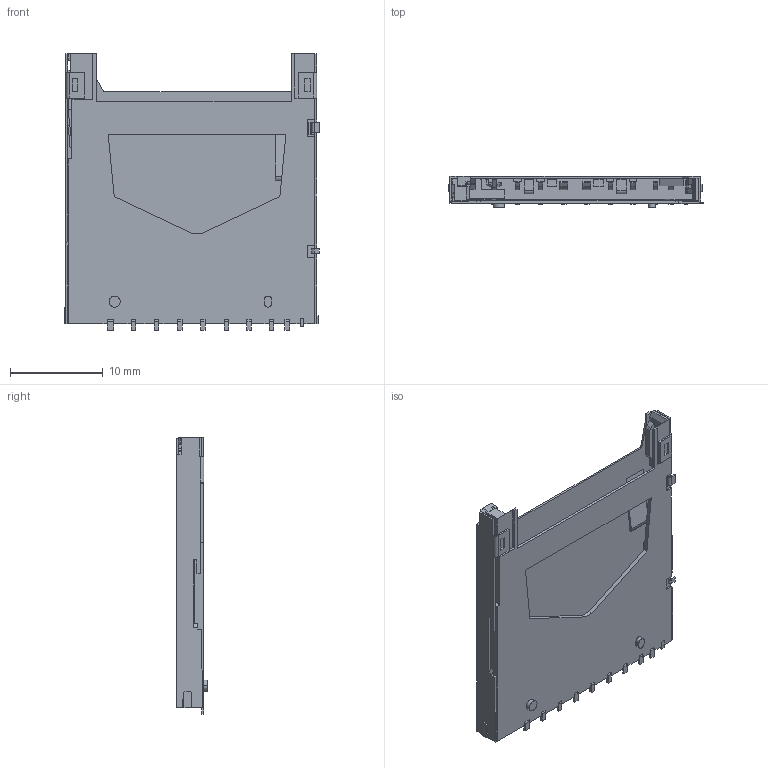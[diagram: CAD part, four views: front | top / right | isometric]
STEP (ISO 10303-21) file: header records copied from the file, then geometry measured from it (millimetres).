
FILE_DESCRIPTION((''),'2;1');
FILE_NAME('C-1871916-01-3','2007-10-29T',('workeradm'),('Tyco Electronics Corporation'),'PRO/ENGINEER BY PARAMETRIC TECHNOLOGY CORPORATION, 2005450','PRO/ENGINEER BY PARAMETRIC TECHNOLOGY CORPORATION, 2005450','');
FILE_SCHEMA(('CONFIG_CONTROL_DESIGN', 'GEOMETRIC_VALIDATION_PROPERTIES_MIM'));
Length unit declared in the file: millimetre
Products named in the file (1): C-1871916-01-3
Bounding box: 27.55 x 3.35 x 29.9 mm (x, y, z)
Volume: 536.7 mm3; surface area: 3166.4 mm2
Topology: 2 solids, 2 shells, 771 faces, 2278 edges, 1502 vertices
Faces by surface type: plane 648, cylinder 123
Entity records: 25616 total; most frequent: CARTESIAN_POINT 4610, ORIENTED_EDGE 4556, DIRECTION 4040, EDGE_CURVE 2278, VECTOR 2016, LINE 2016, VERTEX_POINT 1502, AXIS2_PLACEMENT_3D 1012
